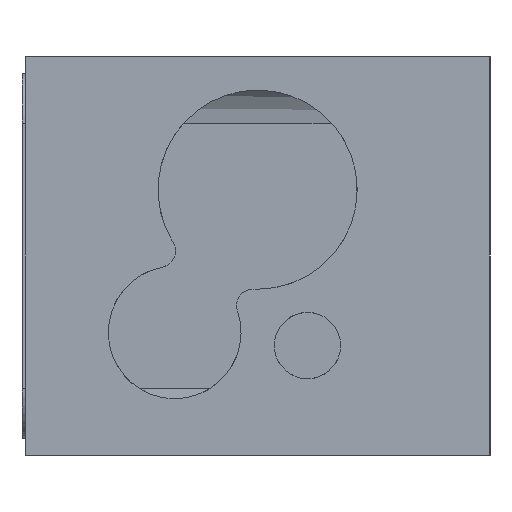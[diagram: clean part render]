
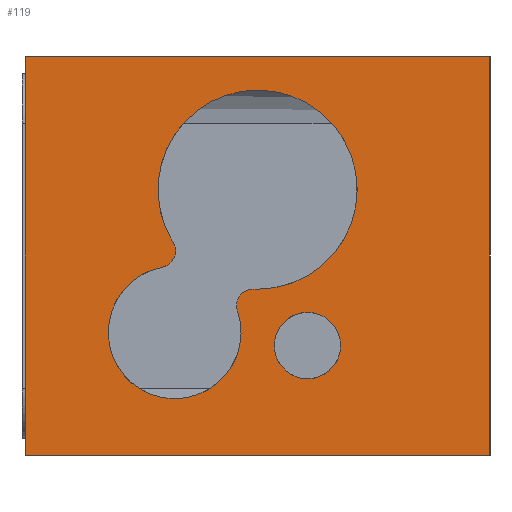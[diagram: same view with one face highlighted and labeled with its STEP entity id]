
A CAD part, left-side view. The second image highlights one B-rep face of the part: STEP entity #119.
In plain terms, the highlighted planar face has unit normal (-1, 0, 0).
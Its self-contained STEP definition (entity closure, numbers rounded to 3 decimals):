
#91 = VERTEX_POINT ( 'NONE', #2820 ) ;
#96 = ORIENTED_EDGE ( 'NONE', *, *, #1917, .F. ) ;
#106 = EDGE_LOOP ( 'NONE', ( #126, #96 ) ) ;
#110 = ORIENTED_EDGE ( 'NONE', *, *, #2919, .F. ) ;
#111 = VERTEX_POINT ( 'NONE', #2522 ) ;
#119 = ADVANCED_FACE ( 'NONE', ( #2493, #2507, #2500 ), #2530, .F. ) ;
#122 = EDGE_CURVE ( 'NONE', #473, #1914, #2486, .T. ) ;
#125 = ORIENTED_EDGE ( 'NONE', *, *, #122, .F. ) ;
#126 = ORIENTED_EDGE ( 'NONE', *, *, #134, .F. ) ;
#131 = EDGE_LOOP ( 'NONE', ( #125, #173, #175, #159, #142, #157, #163 ) ) ;
#134 = EDGE_CURVE ( 'NONE', #1899, #1892, #2618, .T. ) ;
#137 = EDGE_CURVE ( 'NONE', #91, #2893, #2509, .T. ) ;
#138 = EDGE_LOOP ( 'NONE', ( #155, #110, #156, #165 ) ) ;
#139 = EDGE_CURVE ( 'NONE', #111, #453, #2641, .T. ) ;
#140 = EDGE_CURVE ( 'NONE', #168, #2891, #2483, .T. ) ;
#141 = VERTEX_POINT ( 'NONE', #2644 ) ;
#142 = ORIENTED_EDGE ( 'NONE', *, *, #143, .F. ) ;
#143 = EDGE_CURVE ( 'NONE', #2009, #141, #2654, .T. ) ;
#145 = EDGE_CURVE ( 'NONE', #168, #91, #2677, .T. ) ;
#155 = ORIENTED_EDGE ( 'NONE', *, *, #137, .T. ) ;
#156 = ORIENTED_EDGE ( 'NONE', *, *, #140, .F. ) ;
#157 = ORIENTED_EDGE ( 'NONE', *, *, #2006, .F. ) ;
#158 = EDGE_CURVE ( 'NONE', #141, #111, #2545, .T. ) ;
#159 = ORIENTED_EDGE ( 'NONE', *, *, #158, .F. ) ;
#163 = ORIENTED_EDGE ( 'NONE', *, *, #1891, .F. ) ;
#165 = ORIENTED_EDGE ( 'NONE', *, *, #145, .T. ) ;
#168 = VERTEX_POINT ( 'NONE', #2666 ) ;
#173 = ORIENTED_EDGE ( 'NONE', *, *, #511, .F. ) ;
#175 = ORIENTED_EDGE ( 'NONE', *, *, #139, .F. ) ;
#453 = VERTEX_POINT ( 'NONE', #2207 ) ;
#473 = VERTEX_POINT ( 'NONE', #2228 ) ;
#511 = EDGE_CURVE ( 'NONE', #453, #473, #2250, .T. ) ;
#896 = CARTESIAN_POINT ( 'NONE',  ( -22.5, 7., 5. ) ) ;
#912 = DIRECTION ( 'NONE',  ( 0., 0., 1. ) ) ;
#913 = DIRECTION ( 'NONE',  ( -1., 0., 0. ) ) ;
#914 = CARTESIAN_POINT ( 'NONE',  ( -22.5, 7., 2. ) ) ;
#917 = CIRCLE ( 'NONE', #923, 3. ) ;
#923 = AXIS2_PLACEMENT_3D ( 'NONE', #914, #913, #912 ) ;
#933 = CARTESIAN_POINT ( 'NONE',  ( -22.5, 5.5, -3.7 ) ) ;
#945 = CARTESIAN_POINT ( 'NONE',  ( -22.5, 5.5, -1.7 ) ) ;
#969 = CARTESIAN_POINT ( 'NONE',  ( -22.5, 7., -1. ) ) ;
#1018 = DIRECTION ( 'NONE',  ( 0., 0., 1. ) ) ;
#1019 = DIRECTION ( 'NONE',  ( -1., 0., 0. ) ) ;
#1020 = CARTESIAN_POINT ( 'NONE',  ( -22.5, 5.5, -2.7 ) ) ;
#1021 = AXIS2_PLACEMENT_3D ( 'NONE', #1020, #1019, #1018 ) ;
#1024 = CIRCLE ( 'NONE', #1021, 1. ) ;
#1143 = DIRECTION ( 'NONE',  ( 0., 0., 1. ) ) ;
#1144 = DIRECTION ( 'NONE',  ( -1., 0., 0. ) ) ;
#1155 = CARTESIAN_POINT ( 'NONE',  ( -22.5, 7., 2. ) ) ;
#1156 = CARTESIAN_POINT ( 'NONE',  ( -22.5, 9.549, 0.418 ) ) ;
#1159 = CIRCLE ( 'NONE', #1169, 3. ) ;
#1169 = AXIS2_PLACEMENT_3D ( 'NONE', #1155, #1144, #1143 ) ;
#1233 = CARTESIAN_POINT ( 'NONE',  ( -22.5, 0., 6. ) ) ;
#1235 = CARTESIAN_POINT ( 'NONE',  ( -22.5, 14., 6. ) ) ;
#1308 = DIRECTION ( 'NONE',  ( 0., -1., 0. ) ) ;
#1309 = VECTOR ( 'NONE', #1308, 1000. ) ;
#1310 = CARTESIAN_POINT ( 'NONE',  ( -22.5, 14., 6. ) ) ;
#1314 = LINE ( 'NONE', #1310, #1309 ) ;
#1883 = VERTEX_POINT ( 'NONE', #896 ) ;
#1891 = EDGE_CURVE ( 'NONE', #1914, #1883, #917, .T. ) ;
#1892 = VERTEX_POINT ( 'NONE', #933 ) ;
#1899 = VERTEX_POINT ( 'NONE', #945 ) ;
#1914 = VERTEX_POINT ( 'NONE', #969 ) ;
#1917 = EDGE_CURVE ( 'NONE', #1892, #1899, #1024, .T. ) ;
#2006 = EDGE_CURVE ( 'NONE', #1883, #2009, #1159, .T. ) ;
#2009 = VERTEX_POINT ( 'NONE', #1156 ) ;
#2207 = CARTESIAN_POINT ( 'NONE',  ( -22.5, 7.132, -0.997 ) ) ;
#2228 = CARTESIAN_POINT ( 'NONE',  ( -22.5, 7.113, -0.998 ) ) ;
#2239 = DIRECTION ( 'NONE',  ( 0., 0., 1. ) ) ;
#2247 = CARTESIAN_POINT ( 'NONE',  ( -22.5, 7.132, -1.497 ) ) ;
#2250 = CIRCLE ( 'NONE', #2265, 0.5 ) ;
#2261 = DIRECTION ( 'NONE',  ( 1., 0., 0. ) ) ;
#2265 = AXIS2_PLACEMENT_3D ( 'NONE', #2247, #2261, #2239 ) ;
#2476 = CARTESIAN_POINT ( 'NONE',  ( -22.5, 14., -6. ) ) ;
#2477 = DIRECTION ( 'NONE',  ( 0., 0., 1. ) ) ;
#2481 = DIRECTION ( 'NONE',  ( -1., 0., 0. ) ) ;
#2483 = LINE ( 'NONE', #2476, #2513 ) ;
#2486 = CIRCLE ( 'NONE', #2508, 3. ) ;
#2493 = FACE_BOUND ( 'NONE', #106, .T. ) ;
#2494 = VECTOR ( 'NONE', #2477, 1000. ) ;
#2496 = CARTESIAN_POINT ( 'NONE',  ( -22.5, 7., 2. ) ) ;
#2499 = DIRECTION ( 'NONE',  ( 0., 0., 1. ) ) ;
#2500 = FACE_OUTER_BOUND ( 'NONE', #138, .T. ) ;
#2502 = DIRECTION ( 'NONE',  ( -1., 0., 0. ) ) ;
#2507 = FACE_BOUND ( 'NONE', #131, .T. ) ;
#2508 = AXIS2_PLACEMENT_3D ( 'NONE', #2496, #2502, #2499 ) ;
#2509 = LINE ( 'NONE', #2523, #2494 ) ;
#2513 = VECTOR ( 'NONE', #2521, 1000. ) ;
#2521 = DIRECTION ( 'NONE',  ( 0., 0., 1. ) ) ;
#2522 = CARTESIAN_POINT ( 'NONE',  ( -22.5, 7.606, -1.658 ) ) ;
#2523 = CARTESIAN_POINT ( 'NONE',  ( -22.5, 0., -6. ) ) ;
#2530 = PLANE ( 'NONE',  #2534 ) ;
#2533 = CARTESIAN_POINT ( 'NONE',  ( -22.5, 14., -6. ) ) ;
#2534 = AXIS2_PLACEMENT_3D ( 'NONE', #2533, #2540, #2536 ) ;
#2536 = DIRECTION ( 'NONE',  ( 0., 0., -1. ) ) ;
#2537 = DIRECTION ( 'NONE',  ( 0., 0., 1. ) ) ;
#2540 = DIRECTION ( 'NONE',  ( 1., 0., 0. ) ) ;
#2543 = CARTESIAN_POINT ( 'NONE',  ( -22.5, 9.5, -2.3 ) ) ;
#2544 = AXIS2_PLACEMENT_3D ( 'NONE', #2543, #2481, #2537 ) ;
#2545 = CIRCLE ( 'NONE', #2544, 2. ) ;
#2618 = CIRCLE ( 'NONE', #2623, 1. ) ;
#2620 = DIRECTION ( 'NONE',  ( 0., 0., 1. ) ) ;
#2621 = DIRECTION ( 'NONE',  ( -1., 0., 0. ) ) ;
#2622 = CARTESIAN_POINT ( 'NONE',  ( -22.5, 5.5, -2.7 ) ) ;
#2623 = AXIS2_PLACEMENT_3D ( 'NONE', #2622, #2621, #2620 ) ;
#2638 = DIRECTION ( 'NONE',  ( 0., 0., 1. ) ) ;
#2639 = DIRECTION ( 'NONE',  ( 1., 0., 0. ) ) ;
#2640 = AXIS2_PLACEMENT_3D ( 'NONE', #2642, #2639, #2638 ) ;
#2641 = CIRCLE ( 'NONE', #2640, 0.5 ) ;
#2642 = CARTESIAN_POINT ( 'NONE',  ( -22.5, 7.132, -1.497 ) ) ;
#2643 = DIRECTION ( 'NONE',  ( 0., 0., -1. ) ) ;
#2644 = CARTESIAN_POINT ( 'NONE',  ( -22.5, 9.879, -0.336 ) ) ;
#2654 = CIRCLE ( 'NONE', #2655, 0.5 ) ;
#2655 = AXIS2_PLACEMENT_3D ( 'NONE', #2658, #2659, #2643 ) ;
#2658 = CARTESIAN_POINT ( 'NONE',  ( -22.5, 9.974, 0.155 ) ) ;
#2659 = DIRECTION ( 'NONE',  ( 1., 0., 0. ) ) ;
#2662 = CARTESIAN_POINT ( 'NONE',  ( -22.5, 14., -6. ) ) ;
#2663 = DIRECTION ( 'NONE',  ( 0., -1., 0. ) ) ;
#2666 = CARTESIAN_POINT ( 'NONE',  ( -22.5, 14., -6. ) ) ;
#2677 = LINE ( 'NONE', #2662, #2679 ) ;
#2679 = VECTOR ( 'NONE', #2663, 1000. ) ;
#2820 = CARTESIAN_POINT ( 'NONE',  ( -22.5, 0., -6. ) ) ;
#2891 = VERTEX_POINT ( 'NONE', #1235 ) ;
#2893 = VERTEX_POINT ( 'NONE', #1233 ) ;
#2919 = EDGE_CURVE ( 'NONE', #2891, #2893, #1314, .T. ) ;
